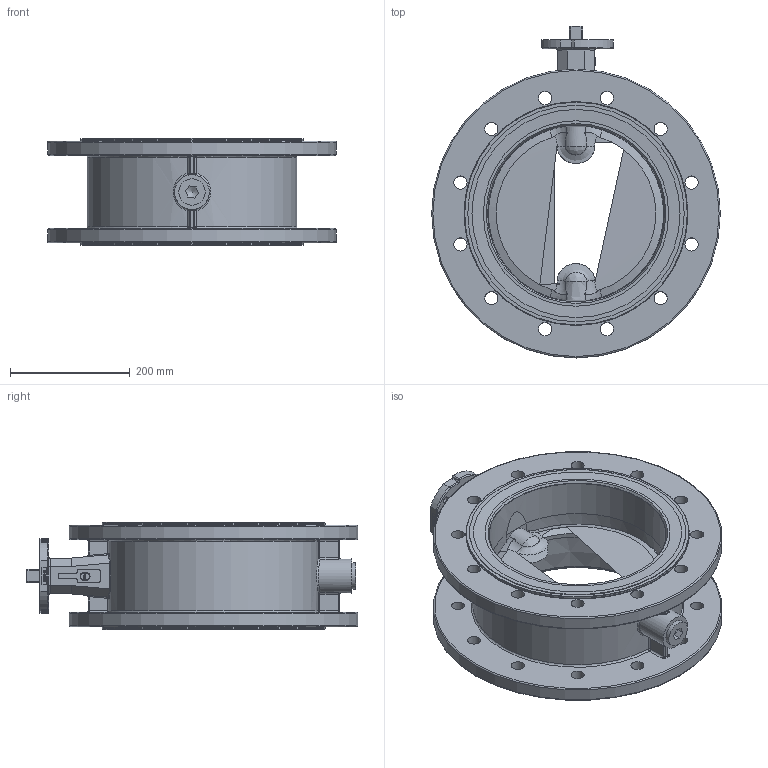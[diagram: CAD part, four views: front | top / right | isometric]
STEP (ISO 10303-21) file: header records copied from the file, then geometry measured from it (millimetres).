
FILE_DESCRIPTION((''),'2;1');
FILE_NAME('F012-A-DN300.stp','2007-09-27T09:17:58',('hellwig'),(''),'Autodesk Inventor 11','Autodesk Inventor 11','');
FILE_SCHEMA(('AUTOMOTIVE_DESIGN { 1 0 10303 214 1 1 1 1 }'));
Length unit declared in the file: millimetre
Products named in the file (1): Bauteil1
Bounding box: 482.6 x 554.95 x 180 mm (x, y, z)
Volume: 10547663.6 mm3; surface area: 942831.3 mm2
Topology: 4 solids, 17 shells, 684 faces, 1716 edges, 1074 vertices
Faces by surface type: plane 216, bspline 208, cylinder 163, cone 53, torus 42, sphere 2
Full cylindrical faces by diameter (mm): 4 x1, 6 x1, 11 x4, 22 x24, 25.5 x6, 26 x1, 30 x15, 38 x1, 44 x1, 58 x1, 362 x1, 372.9 x1, 482.6 x2
Entity records: 42416 total; most frequent: CARTESIAN_POINT 27983, ORIENTED_EDGE 3002, DIRECTION 2605, EDGE_CURVE 1501, VERTEX_POINT 1016, AXIS2_PLACEMENT_3D 995, EDGE_LOOP 942, FACE_OUTER_BOUND 684
